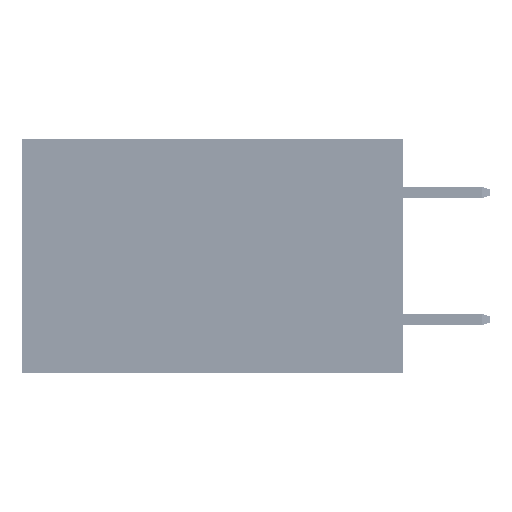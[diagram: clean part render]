
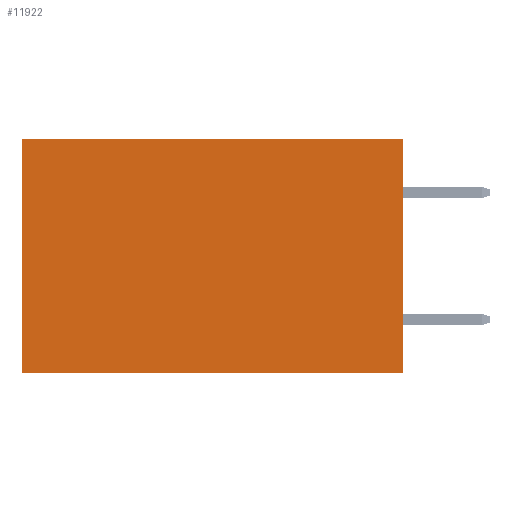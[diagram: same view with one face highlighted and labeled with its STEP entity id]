
A CAD part, left-side view. The second image highlights one B-rep face of the part: STEP entity #11922.
In plain terms, the highlighted planar face has unit normal (-1, 0, 0).
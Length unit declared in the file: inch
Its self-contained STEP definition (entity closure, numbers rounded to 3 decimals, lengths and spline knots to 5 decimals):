
#347 = DIRECTION ( 'NONE',  ( 1., 0., 0. ) ) ;
#404 = DIRECTION ( 'NONE',  ( 0., 1., 0. ) ) ;
#662 = LINE ( 'NONE', #24954, #48242 ) ;
#3545 = EDGE_CURVE ( 'NONE', #4265, #31132, #30233, .T. ) ;
#4265 = VERTEX_POINT ( 'NONE', #11346 ) ;
#5181 = VECTOR ( 'NONE', #34224, 39.37008 ) ;
#8036 = VECTOR ( 'NONE', #46765, 39.37008 ) ;
#10160 = LINE ( 'NONE', #13808, #5181 ) ;
#11346 = CARTESIAN_POINT ( 'NONE',  ( 0.2875, 0., 0. ) ) ;
#11830 = PLANE ( 'NONE',  #41412 ) ;
#11922 = ADVANCED_FACE ( 'NONE', ( #16275 ), #11830, .F. ) ;
#12897 = CARTESIAN_POINT ( 'NONE',  ( 0.2875, 0.6, -0.37 ) ) ;
#13803 = ORIENTED_EDGE ( 'NONE', *, *, #47495, .T. ) ;
#13808 = CARTESIAN_POINT ( 'NONE',  ( 0.2875, 0., -0.37 ) ) ;
#16275 = FACE_OUTER_BOUND ( 'NONE', #33982, .T. ) ;
#19455 = EDGE_CURVE ( 'NONE', #24956, #47414, #47403, .T. ) ;
#23003 = EDGE_CURVE ( 'NONE', #31132, #47414, #10160, .T. ) ;
#24954 = CARTESIAN_POINT ( 'NONE',  ( 0.2875, 0., 0. ) ) ;
#24956 = VERTEX_POINT ( 'NONE', #38811 ) ;
#27757 = CARTESIAN_POINT ( 'NONE',  ( 0.2875, 0.6, 0. ) ) ;
#28547 = DIRECTION ( 'NONE',  ( 0., 0., -1. ) ) ;
#30233 = LINE ( 'NONE', #50662, #8036 ) ;
#30551 = ORIENTED_EDGE ( 'NONE', *, *, #19455, .T. ) ;
#31132 = VERTEX_POINT ( 'NONE', #39192 ) ;
#33982 = EDGE_LOOP ( 'NONE', ( #30551, #47339, #41774, #13803 ) ) ;
#34224 = DIRECTION ( 'NONE',  ( 0., 1., 0. ) ) ;
#34648 = VECTOR ( 'NONE', #36638, 39.37008 ) ;
#36638 = DIRECTION ( 'NONE',  ( 0., 0., -1. ) ) ;
#38811 = CARTESIAN_POINT ( 'NONE',  ( 0.2875, 0.6, 0. ) ) ;
#39192 = CARTESIAN_POINT ( 'NONE',  ( 0.2875, 0., -0.37 ) ) ;
#41412 = AXIS2_PLACEMENT_3D ( 'NONE', #51609, #347, #28547 ) ;
#41774 = ORIENTED_EDGE ( 'NONE', *, *, #3545, .F. ) ;
#46765 = DIRECTION ( 'NONE',  ( 0., 0., -1. ) ) ;
#47339 = ORIENTED_EDGE ( 'NONE', *, *, #23003, .F. ) ;
#47403 = LINE ( 'NONE', #27757, #34648 ) ;
#47414 = VERTEX_POINT ( 'NONE', #12897 ) ;
#47495 = EDGE_CURVE ( 'NONE', #4265, #24956, #662, .T. ) ;
#48242 = VECTOR ( 'NONE', #404, 39.37008 ) ;
#50662 = CARTESIAN_POINT ( 'NONE',  ( 0.2875, 0., 0. ) ) ;
#51609 = CARTESIAN_POINT ( 'NONE',  ( 0.2875, 0., 0. ) ) ;
